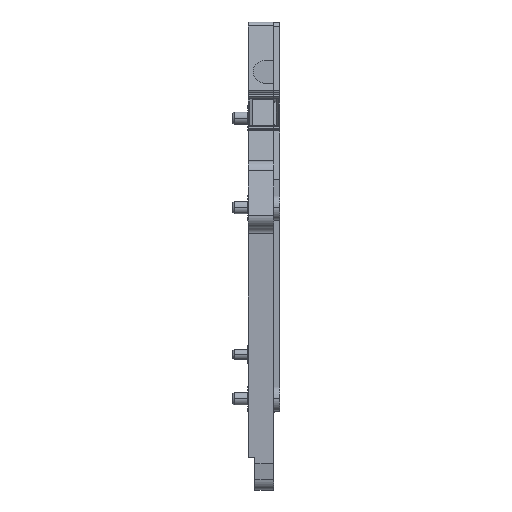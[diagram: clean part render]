
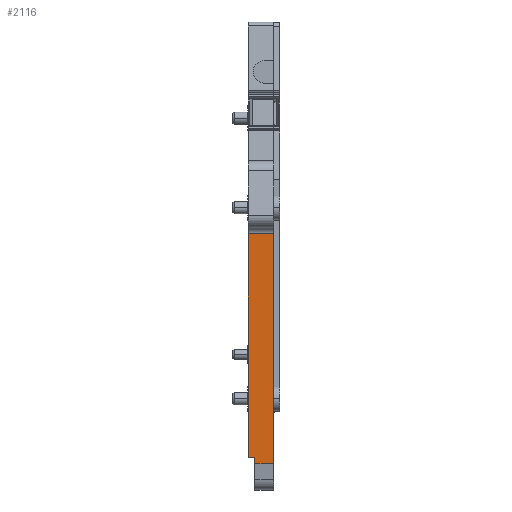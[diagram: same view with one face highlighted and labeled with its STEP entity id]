
A CAD part, front view. The second image highlights one B-rep face of the part: STEP entity #2116.
In plain terms, the highlighted planar face has unit normal (0, -0.998, -0.058).
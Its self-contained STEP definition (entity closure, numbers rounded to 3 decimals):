
#2073=AXIS2_PLACEMENT_3D('Plane Axis2P3D',#2070,#2071,#2072) ;
#2048=CARTESIAN_POINT('Vertex',(6.6,2.773,40.986)) ;
#2055=CARTESIAN_POINT('Vertex',(2.6,2.773,40.986)) ;
#2058=CARTESIAN_POINT('Line Origine',(5.15,2.773,40.986)) ;
#2070=CARTESIAN_POINT('Axis2P3D Location',(2.6,2.773,40.986)) ;
#2075=CARTESIAN_POINT('Line Origine',(5.1,4.895,4.214)) ;
#2079=CARTESIAN_POINT('Vertex',(3.6,4.895,4.214)) ;
#2081=CARTESIAN_POINT('Vertex',(6.6,4.895,4.214)) ;
#2084=CARTESIAN_POINT('Line Origine',(6.6,3.834,22.6)) ;
#2089=CARTESIAN_POINT('Line Origine',(2.6,3.806,23.093)) ;
#2093=CARTESIAN_POINT('Vertex',(2.6,4.838,5.2)) ;
#2096=CARTESIAN_POINT('Line Origine',(3.1,4.838,5.2)) ;
#2100=CARTESIAN_POINT('Vertex',(3.6,4.838,5.2)) ;
#2103=CARTESIAN_POINT('Line Origine',(3.6,4.866,4.707)) ;
#2059=DIRECTION('Vector Direction',(1.,0.,0.)) ;
#2071=DIRECTION('Axis2P3D Direction',(0.,-0.998,-0.058)) ;
#2072=DIRECTION('Axis2P3D XDirection',(0.,0.058,-0.998)) ;
#2076=DIRECTION('Vector Direction',(1.,0.,0.)) ;
#2085=DIRECTION('Vector Direction',(0.,0.058,-0.998)) ;
#2090=DIRECTION('Vector Direction',(0.,0.058,-0.998)) ;
#2097=DIRECTION('Vector Direction',(1.,0.,0.)) ;
#2104=DIRECTION('Vector Direction',(0.,-0.058,0.998)) ;
#2060=VECTOR('Line Direction',#2059,1.) ;
#2077=VECTOR('Line Direction',#2076,1.) ;
#2086=VECTOR('Line Direction',#2085,1.) ;
#2091=VECTOR('Line Direction',#2090,1.) ;
#2098=VECTOR('Line Direction',#2097,1.) ;
#2105=VECTOR('Line Direction',#2104,1.) ;
#2109=ORIENTED_EDGE('',*,*,#2083,.T.) ;
#2110=ORIENTED_EDGE('',*,*,#2088,.F.) ;
#2111=ORIENTED_EDGE('',*,*,#2062,.F.) ;
#2112=ORIENTED_EDGE('',*,*,#2095,.F.) ;
#2113=ORIENTED_EDGE('',*,*,#2102,.T.) ;
#2114=ORIENTED_EDGE('',*,*,#2107,.F.) ;
#2116=ADVANCED_FACE('21830_ARGH_TA_mat-no_2150770000\\Koerper.2',(#2115),#2074,.T.) ;
#2062=EDGE_CURVE('',#2056,#2049,#2061,.T.) ;
#2083=EDGE_CURVE('',#2080,#2082,#2078,.T.) ;
#2088=EDGE_CURVE('',#2049,#2082,#2087,.T.) ;
#2095=EDGE_CURVE('',#2094,#2056,#2092,.F.) ;
#2102=EDGE_CURVE('',#2094,#2101,#2099,.T.) ;
#2107=EDGE_CURVE('',#2080,#2101,#2106,.T.) ;
#2108=EDGE_LOOP('',(#2109,#2110,#2111,#2112,#2113,#2114)) ;
#2115=FACE_OUTER_BOUND('',#2108,.T.) ;
#2061=LINE('Line',#2058,#2060) ;
#2078=LINE('Line',#2075,#2077) ;
#2087=LINE('Line',#2084,#2086) ;
#2092=LINE('Line',#2089,#2091) ;
#2099=LINE('Line',#2096,#2098) ;
#2106=LINE('Line',#2103,#2105) ;
#2074=PLANE('',#2073) ;
#2049=VERTEX_POINT('',#2048) ;
#2056=VERTEX_POINT('',#2055) ;
#2080=VERTEX_POINT('',#2079) ;
#2082=VERTEX_POINT('',#2081) ;
#2094=VERTEX_POINT('',#2093) ;
#2101=VERTEX_POINT('',#2100) ;
